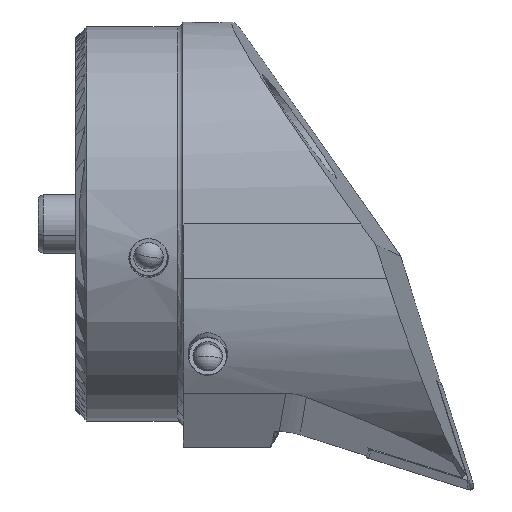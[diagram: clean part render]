
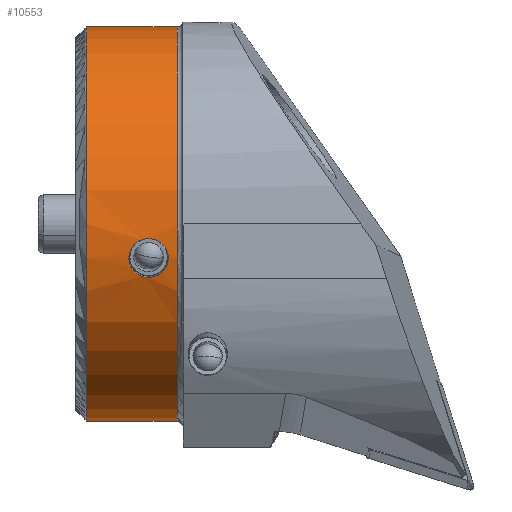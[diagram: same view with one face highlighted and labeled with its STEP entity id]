
A CAD part, front view. The second image highlights one B-rep face of the part: STEP entity #10553.
In plain terms, the highlighted cylindrical face has radius 20 mm (diameter 40 mm), a partial arc.
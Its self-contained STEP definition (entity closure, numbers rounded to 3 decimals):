
#123 = EDGE_LOOP ( 'NONE', ( #16134, #6288 ) ) ;
#147 = CARTESIAN_POINT ( 'NONE',  ( 0.7, 0., 20. ) ) ;
#1061 = ORIENTED_EDGE ( 'NONE', *, *, #6966, .T. ) ;
#1353 = CARTESIAN_POINT ( 'NONE',  ( 6.48, -19.268, -5.363 ) ) ;
#1433 = CARTESIAN_POINT ( 'NONE',  ( 5.053, -19.782, -2.955 ) ) ;
#1497 = CARTESIAN_POINT ( 'NONE',  ( 5.678, -19.902, -1.98 ) ) ;
#1562 = CARTESIAN_POINT ( 'NONE',  ( 6.356, -19.278, -5.326 ) ) ;
#1792 = AXIS2_PLACEMENT_3D ( 'NONE', #9898, #14295, #2591 ) ;
#1845 = CARTESIAN_POINT ( 'NONE',  ( 9.9, 0., 0. ) ) ;
#1913 = CARTESIAN_POINT ( 'NONE',  ( 7., -19.25, -5.425 ) ) ;
#1982 = CARTESIAN_POINT ( 'NONE',  ( 8.735, -19.497, -4.456 ) ) ;
#2183 = CARTESIAN_POINT ( 'NONE',  ( 8.897, -19.574, -4.108 ) ) ;
#2591 = DIRECTION ( 'NONE',  ( 0., 0., 1. ) ) ;
#2752 = CARTESIAN_POINT ( 'NONE',  ( 5.265, -19.497, -4.456 ) ) ;
#2782 = EDGE_CURVE ( 'NONE', #4517, #13719, #16368, .T. ) ;
#2842 = CYLINDRICAL_SURFACE ( 'NONE', #1792, 20. ) ;
#2879 = CARTESIAN_POINT ( 'NONE',  ( 8.937, -19.78, -2.963 ) ) ;
#2938 = CARTESIAN_POINT ( 'NONE',  ( 5.41, -19.448, -4.668 ) ) ;
#3181 = EDGE_CURVE ( 'NONE', #11767, #7962, #12998, .T. ) ;
#3394 = CARTESIAN_POINT ( 'NONE',  ( 8.987, -19.649, -3.732 ) ) ;
#4092 = CARTESIAN_POINT ( 'NONE',  ( -68.139, 0., -20. ) ) ;
#4247 = CARTESIAN_POINT ( 'NONE',  ( 6.868, -19.945, -1.486 ) ) ;
#4298 = CARTESIAN_POINT ( 'NONE',  ( 0.7, 0., -20. ) ) ;
#4371 = CARTESIAN_POINT ( 'NONE',  ( 7.264, -19.945, -1.486 ) ) ;
#4374 = CARTESIAN_POINT ( 'NONE',  ( 6.738, -19.944, -1.499 ) ) ;
#4517 = VERTEX_POINT ( 'NONE', #9648 ) ;
#4636 = CIRCLE ( 'NONE', #13595, 20. ) ;
#4665 = CARTESIAN_POINT ( 'NONE',  ( 7.524, -19.265, -5.374 ) ) ;
#4677 = CARTESIAN_POINT ( 'NONE',  ( 9., -19.719, -3.344 ) ) ;
#4874 = CARTESIAN_POINT ( 'NONE',  ( 8.797, -19.523, -4.344 ) ) ;
#4921 = FACE_OUTER_BOUND ( 'NONE', #17291, .T. ) ;
#5013 = ORIENTED_EDGE ( 'NONE', *, *, #2782, .F. ) ;
#5015 = LINE ( 'NONE', #17867, #12274 ) ;
#5560 = VERTEX_POINT ( 'NONE', #10851 ) ;
#5618 = CARTESIAN_POINT ( 'NONE',  ( 8.507, -19.883, -2.165 ) ) ;
#5674 = CARTESIAN_POINT ( 'NONE',  ( 5.401, -19.873, -2.256 ) ) ;
#5854 = CARTESIAN_POINT ( 'NONE',  ( 8.898, -19.798, -2.838 ) ) ;
#5857 = CARTESIAN_POINT ( 'NONE',  ( 5.78, -19.358, -5.028 ) ) ;
#6288 = ORIENTED_EDGE ( 'NONE', *, *, #3181, .F. ) ;
#6486 = DIRECTION ( 'NONE',  ( -1., 0., 0. ) ) ;
#6966 = EDGE_CURVE ( 'NONE', #5560, #7300, #5015, .T. ) ;
#7140 = CARTESIAN_POINT ( 'NONE',  ( 6.355, -19.937, -1.588 ) ) ;
#7255 = CARTESIAN_POINT ( 'NONE',  ( 6.113, -19.929, -1.689 ) ) ;
#7300 = VERTEX_POINT ( 'NONE', #147 ) ;
#7329 = CARTESIAN_POINT ( 'NONE',  ( 6.869, -19.25, -5.425 ) ) ;
#7389 = CARTESIAN_POINT ( 'NONE',  ( 5.781, -19.91, -1.896 ) ) ;
#7847 = CARTESIAN_POINT ( 'NONE',  ( 9., -19.673, -3.605 ) ) ;
#7962 = VERTEX_POINT ( 'NONE', #12169 ) ;
#8395 = CARTESIAN_POINT ( 'NONE',  ( 7., -19.25, -5.425 ) ) ;
#8606 = CARTESIAN_POINT ( 'NONE',  ( 7.527, -19.941, -1.539 ) ) ;
#8610 = CARTESIAN_POINT ( 'NONE',  ( 5.202, -19.523, -4.342 ) ) ;
#8802 = CARTESIAN_POINT ( 'NONE',  ( 5.102, -19.575, -4.105 ) ) ;
#9105 = AXIS2_PLACEMENT_3D ( 'NONE', #1845, #17942, #9266 ) ;
#9209 = ORIENTED_EDGE ( 'NONE', *, *, #12931, .F. ) ;
#9266 = DIRECTION ( 'NONE',  ( 0., 0., 1. ) ) ;
#9648 = CARTESIAN_POINT ( 'NONE',  ( 9.9, 0., -20. ) ) ;
#9898 = CARTESIAN_POINT ( 'NONE',  ( -68.139, 0., 0. ) ) ;
#9899 = FACE_BOUND ( 'NONE', #123, .T. ) ;
#9943 = CARTESIAN_POINT ( 'NONE',  ( 8.008, -19.924, -1.739 ) ) ;
#10069 = CARTESIAN_POINT ( 'NONE',  ( 5.013, -19.649, -3.731 ) ) ;
#10089 = CIRCLE ( 'NONE', #9105, 20. ) ;
#10124 = CARTESIAN_POINT ( 'NONE',  ( 8.231, -19.911, -1.889 ) ) ;
#10235 = B_SPLINE_CURVE_WITH_KNOTS ( 'NONE', 3,
 ( #11693, #4247, #4374, #14430, #7140, #7255, #14366, #7389, #1497, #5674, #11630, #1433, #18747, #15816, #10069, #17281, #8802, #8610, #2752, #2938, #11558, #13094, #5857, #13032, #17533, #1562, #1353, #12967, #7329, #17456 ),
 .UNSPECIFIED., .F., .F.,
 ( 4, 2, 2, 2, 2, 2, 2, 2, 2, 2, 2, 2, 2, 2, 4 ),
 ( 0., 0., 0.001, 0.001, 0.002, 0.002, 0.003, 0.004, 0.004, 0.004, 0.005, 0.005, 0.005, 0.006, 0.006 ),
 .UNSPECIFIED. ) ;
#10553 = ADVANCED_FACE ( 'NONE', ( #4921, #9899 ), #2842, .T. ) ;
#10851 = CARTESIAN_POINT ( 'NONE',  ( 9.9, 0., 20. ) ) ;
#10882 = CARTESIAN_POINT ( 'NONE',  ( 8.59, -19.448, -4.668 ) ) ;
#11140 = CARTESIAN_POINT ( 'NONE',  ( 8.936, -19.6, -3.983 ) ) ;
#11400 = CARTESIAN_POINT ( 'NONE',  ( 8.229, -19.356, -5.037 ) ) ;
#11558 = CARTESIAN_POINT ( 'NONE',  ( 5.492, -19.424, -4.766 ) ) ;
#11580 = VECTOR ( 'NONE', #18478, 1000. ) ;
#11630 = CARTESIAN_POINT ( 'NONE',  ( 5.252, -19.847, -2.478 ) ) ;
#11693 = CARTESIAN_POINT ( 'NONE',  ( 7., -19.945, -1.486 ) ) ;
#11711 = EDGE_CURVE ( 'NONE', #4517, #5560, #10089, .T. ) ;
#11767 = VERTEX_POINT ( 'NONE', #1913 ) ;
#12131 = CARTESIAN_POINT ( 'NONE',  ( 8.006, -19.317, -5.181 ) ) ;
#12169 = CARTESIAN_POINT ( 'NONE',  ( 7., -19.945, -1.486 ) ) ;
#12274 = VECTOR ( 'NONE', #14948, 1000. ) ;
#12931 = EDGE_CURVE ( 'NONE', #13719, #7300, #4636, .T. ) ;
#12967 = CARTESIAN_POINT ( 'NONE',  ( 6.737, -19.254, -5.413 ) ) ;
#12998 = B_SPLINE_CURVE_WITH_KNOTS ( 'NONE', 3,
 ( #8395, #17429, #4665, #12131, #11400, #14494, #10882, #1982, #4874, #2183, #11140, #3394, #7847, #4677, #18455, #2879, #5854, #17401, #14364, #13028, #5618, #10124, #9943, #8606, #4371, #14483 ),
 .UNSPECIFIED., .F., .F.,
 ( 4, 2, 2, 2, 2, 2, 2, 2, 2, 2, 2, 2, 4 ),
 ( 0.006, 0.007, 0.008, 0.008, 0.009, 0.009, 0.009, 0.01, 0.01, 0.011, 0.011, 0.012, 0.013 ),
 .UNSPECIFIED. ) ;
#13028 = CARTESIAN_POINT ( 'NONE',  ( 8.592, -19.871, -2.267 ) ) ;
#13032 = CARTESIAN_POINT ( 'NONE',  ( 5.996, -19.321, -5.168 ) ) ;
#13094 = CARTESIAN_POINT ( 'NONE',  ( 5.679, -19.379, -4.948 ) ) ;
#13595 = AXIS2_PLACEMENT_3D ( 'NONE', #15229, #6486, #18028 ) ;
#13719 = VERTEX_POINT ( 'NONE', #4298 ) ;
#14295 = DIRECTION ( 'NONE',  ( -1., 0., 0. ) ) ;
#14364 = CARTESIAN_POINT ( 'NONE',  ( 8.737, -19.846, -2.483 ) ) ;
#14366 = CARTESIAN_POINT ( 'NONE',  ( 5.998, -19.923, -1.75 ) ) ;
#14430 = CARTESIAN_POINT ( 'NONE',  ( 6.482, -19.94, -1.55 ) ) ;
#14483 = CARTESIAN_POINT ( 'NONE',  ( 7., -19.945, -1.486 ) ) ;
#14494 = CARTESIAN_POINT ( 'NONE',  ( 8.505, -19.423, -4.768 ) ) ;
#14564 = ORIENTED_EDGE ( 'NONE', *, *, #11711, .T. ) ;
#14948 = DIRECTION ( 'NONE',  ( -1., 0., 0. ) ) ;
#15229 = CARTESIAN_POINT ( 'NONE',  ( 0.7, 0., 0. ) ) ;
#15816 = CARTESIAN_POINT ( 'NONE',  ( 5., -19.674, -3.601 ) ) ;
#16134 = ORIENTED_EDGE ( 'NONE', *, *, #18079, .F. ) ;
#16368 = LINE ( 'NONE', #4092, #11580 ) ;
#17281 = CARTESIAN_POINT ( 'NONE',  ( 5.064, -19.6, -3.983 ) ) ;
#17291 = EDGE_LOOP ( 'NONE', ( #5013, #14564, #1061, #9209 ) ) ;
#17401 = CARTESIAN_POINT ( 'NONE',  ( 8.798, -19.831, -2.597 ) ) ;
#17429 = CARTESIAN_POINT ( 'NONE',  ( 7.261, -19.25, -5.425 ) ) ;
#17456 = CARTESIAN_POINT ( 'NONE',  ( 7., -19.25, -5.425 ) ) ;
#17533 = CARTESIAN_POINT ( 'NONE',  ( 6.113, -19.304, -5.229 ) ) ;
#17867 = CARTESIAN_POINT ( 'NONE',  ( -68.139, 0., 20. ) ) ;
#17942 = DIRECTION ( 'NONE',  ( -1., 0., 0. ) ) ;
#18028 = DIRECTION ( 'NONE',  ( 0., 0., 1. ) ) ;
#18079 = EDGE_CURVE ( 'NONE', #7962, #11767, #10235, .T. ) ;
#18455 = CARTESIAN_POINT ( 'NONE',  ( 8.987, -19.74, -3.216 ) ) ;
#18478 = DIRECTION ( 'NONE',  ( -1., 0., 0. ) ) ;
#18747 = CARTESIAN_POINT ( 'NONE',  ( 5., -19.742, -3.215 ) ) ;
